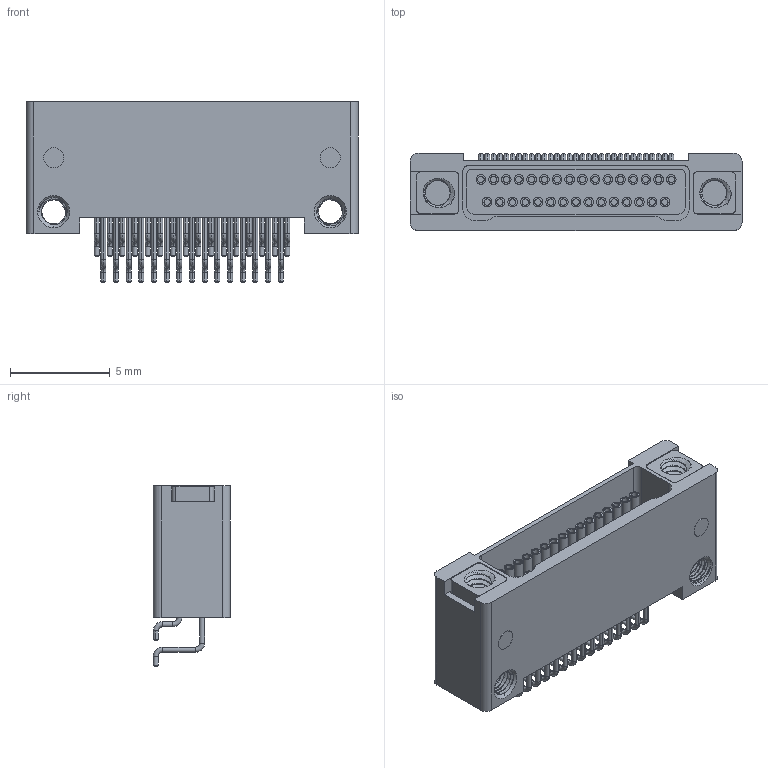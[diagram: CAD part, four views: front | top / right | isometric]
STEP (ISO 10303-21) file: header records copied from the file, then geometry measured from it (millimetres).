
FILE_DESCRIPTION((''),'2;1');
FILE_NAME('FND001-F031BSBK-S0','2026-01-30T',('gongcheng6'),(''),'PRO/ENGINEER BY PARAMETRIC TECHNOLOGY CORPORATION, 2010280','PRO/ENGINEER BY PARAMETRIC TECHNOLOGY CORPORATION, 2010280','');
FILE_SCHEMA(('CONFIG_CONTROL_DESIGN'));
Products named in the file (1): FND001-F031BSBK-S0
Bounding box: 16.61 x 3.87 x 9.03 mm (x, y, z)
Volume: 265.8 mm3; surface area: 937.4 mm2
Topology: 1 solids, 1 shells, 848 faces, 1986 edges, 1247 vertices
Faces by surface type: cylinder 490, plane 150, torus 124, cone 76, bspline 8
Entity records: 43565 total; most frequent: CARTESIAN_POINT 23825, DIRECTION 4365, ORIENTED_EDGE 3972, EDGE_CURVE 1986, AXIS2_PLACEMENT_3D 1841, VERTEX_POINT 1247, CIRCLE 1001, EDGE_LOOP 959
